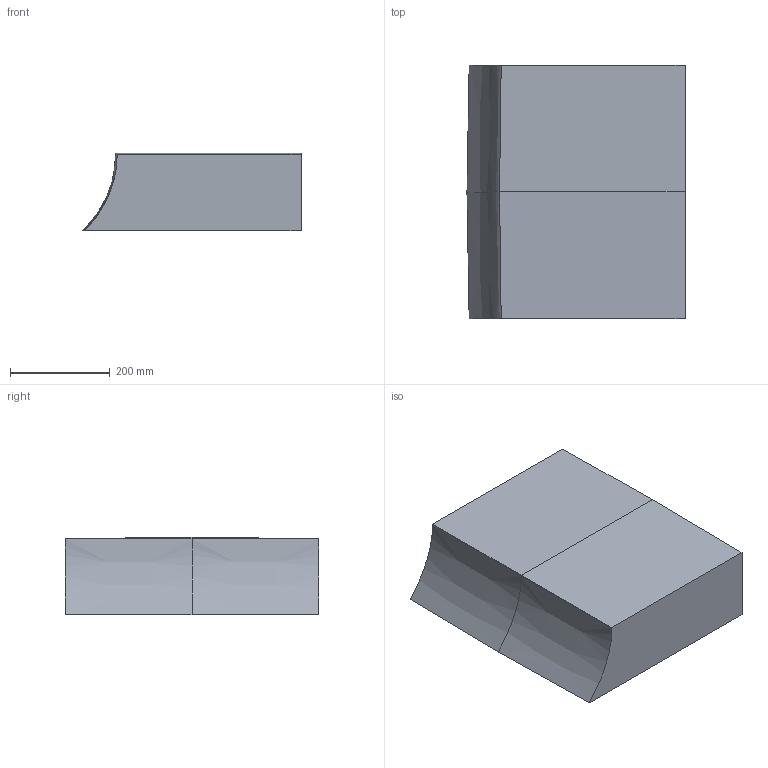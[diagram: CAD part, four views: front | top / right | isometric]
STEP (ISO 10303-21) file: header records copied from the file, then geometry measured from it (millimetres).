
FILE_DESCRIPTION(/* description */ (''),/* implementation_level */ '2;1');
FILE_NAME(/* name */ 'D - 2.step',/* time_stamp */ '2022-07-12T09:12:36-05:00',/* author */ (''),/* organization */ (''),/* preprocessor_version */ 'ST-DEVELOPER v19',/* originating_system */ 'Autodesk Translation Framework v11.7.0.108',/* authorisation */ '');
FILE_SCHEMA (('AUTOMOTIVE_DESIGN { 1 0 10303 214 3 1 1 }'));
Length unit declared in the file: inch
Products named in the file (1): D - 2
Bounding box: 436.83 x 508 x 155.57 mm (x, y, z)
Volume: 30511337.1 mm3; surface area: 698922.7 mm2
Topology: 1 solids, 1 shells, 18 faces, 44 edges, 28 vertices
Faces by surface type: plane 14, bspline 4
Entity records: 653 total; most frequent: CARTESIAN_POINT 224, ORIENTED_EDGE 88, DIRECTION 61, EDGE_CURVE 44, LINE 31, VECTOR 31, VERTEX_POINT 28, FACE_OUTER_BOUND 18
